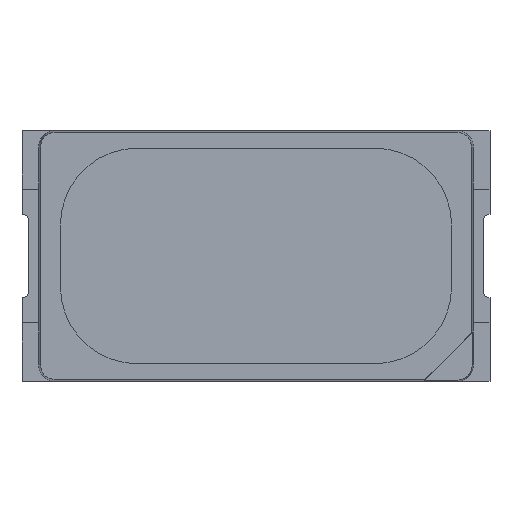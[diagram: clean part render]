
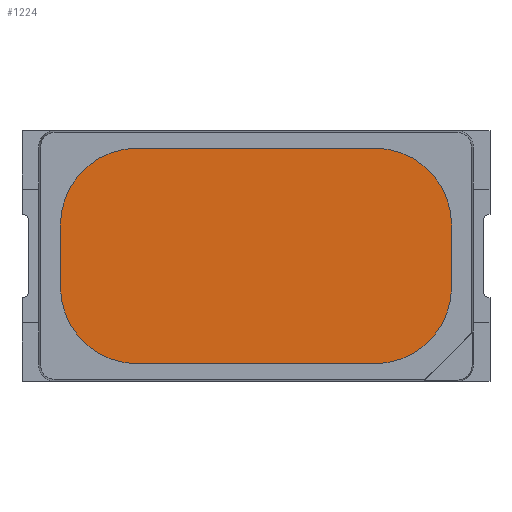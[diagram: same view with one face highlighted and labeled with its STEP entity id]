
A CAD part, top view. The second image highlights one B-rep face of the part: STEP entity #1224.
In plain terms, the highlighted planar face has unit normal (0, 0, 1).
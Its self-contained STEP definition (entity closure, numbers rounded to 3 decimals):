
#405=CARTESIAN_POINT('',(1.42,0.37,0.62));
#406=DIRECTION('',(0.,0.,1.));
#407=DIRECTION('',(1.,0.,0.));
#408=AXIS2_PLACEMENT_3D('',#405,#406,#407);
#410=DIRECTION('',(0.,1.,0.));
#411=VECTOR('',#410,0.74);
#412=CARTESIAN_POINT('',(2.34,-0.37,0.62));
#413=LINE('',#412,#411);
#414=CARTESIAN_POINT('',(1.42,-0.37,0.62));
#415=DIRECTION('',(0.,0.,1.));
#416=DIRECTION('',(0.,-1.,0.));
#417=AXIS2_PLACEMENT_3D('',#414,#415,#416);
#419=DIRECTION('',(1.,0.,0.));
#420=VECTOR('',#419,2.84);
#421=CARTESIAN_POINT('',(-1.42,-1.29,0.62));
#422=LINE('',#421,#420);
#423=CARTESIAN_POINT('',(-1.42,-0.37,0.62));
#424=DIRECTION('',(0.,0.,1.));
#425=DIRECTION('',(-1.,0.,0.));
#426=AXIS2_PLACEMENT_3D('',#423,#424,#425);
#428=DIRECTION('',(0.,-1.,0.));
#429=VECTOR('',#428,0.74);
#430=CARTESIAN_POINT('',(-2.34,0.37,0.62));
#431=LINE('',#430,#429);
#432=CARTESIAN_POINT('',(-1.42,0.37,0.62));
#433=DIRECTION('',(0.,0.,1.));
#434=DIRECTION('',(0.,1.,0.));
#435=AXIS2_PLACEMENT_3D('',#432,#433,#434);
#437=DIRECTION('',(-1.,0.,0.));
#438=VECTOR('',#437,2.84);
#439=CARTESIAN_POINT('',(1.42,1.29,0.62));
#440=LINE('',#439,#438);
#497=CARTESIAN_POINT('',(2.34,0.37,0.62));
#498=CARTESIAN_POINT('',(1.42,1.29,0.62));
#499=VERTEX_POINT('',#497);
#500=VERTEX_POINT('',#498);
#501=CARTESIAN_POINT('',(-1.42,1.29,0.62));
#502=VERTEX_POINT('',#501);
#503=CARTESIAN_POINT('',(-2.34,0.37,0.62));
#504=VERTEX_POINT('',#503);
#505=CARTESIAN_POINT('',(-2.34,-0.37,0.62));
#506=VERTEX_POINT('',#505);
#507=CARTESIAN_POINT('',(-1.42,-1.29,0.62));
#508=VERTEX_POINT('',#507);
#509=CARTESIAN_POINT('',(1.42,-1.29,0.62));
#510=VERTEX_POINT('',#509);
#511=CARTESIAN_POINT('',(2.34,-0.37,0.62));
#512=VERTEX_POINT('',#511);
#1209=CARTESIAN_POINT('',(0.,0.,0.62));
#1210=DIRECTION('',(0.,0.,1.));
#1211=DIRECTION('',(1.,0.,0.));
#1212=AXIS2_PLACEMENT_3D('',#1209,#1210,#1211);
#1213=PLANE('',#1212);
#1214=ORIENTED_EDGE('',*,*,#1105,.F.);
#1215=ORIENTED_EDGE('',*,*,#1120,.F.);
#1216=ORIENTED_EDGE('',*,*,#1134,.F.);
#1217=ORIENTED_EDGE('',*,*,#1148,.F.);
#1218=ORIENTED_EDGE('',*,*,#1162,.F.);
#1219=ORIENTED_EDGE('',*,*,#1176,.F.);
#1220=ORIENTED_EDGE('',*,*,#1190,.F.);
#1221=ORIENTED_EDGE('',*,*,#1203,.F.);
#1222=EDGE_LOOP('',(#1214,#1215,#1216,#1217,#1218,#1219,#1220,#1221));
#1223=FACE_OUTER_BOUND('',#1222,.F.);
#409=CIRCLE('',#408,0.92);
#418=CIRCLE('',#417,0.92);
#427=CIRCLE('',#426,0.92);
#436=CIRCLE('',#435,0.92);
#1105=EDGE_CURVE('',#499,#500,#409,.T.);
#1120=EDGE_CURVE('',#512,#499,#413,.T.);
#1134=EDGE_CURVE('',#510,#512,#418,.T.);
#1148=EDGE_CURVE('',#508,#510,#422,.T.);
#1162=EDGE_CURVE('',#506,#508,#427,.T.);
#1176=EDGE_CURVE('',#504,#506,#431,.T.);
#1190=EDGE_CURVE('',#502,#504,#436,.T.);
#1203=EDGE_CURVE('',#500,#502,#440,.T.);
#1224=ADVANCED_FACE('',(#1223),#1213,.T.);
